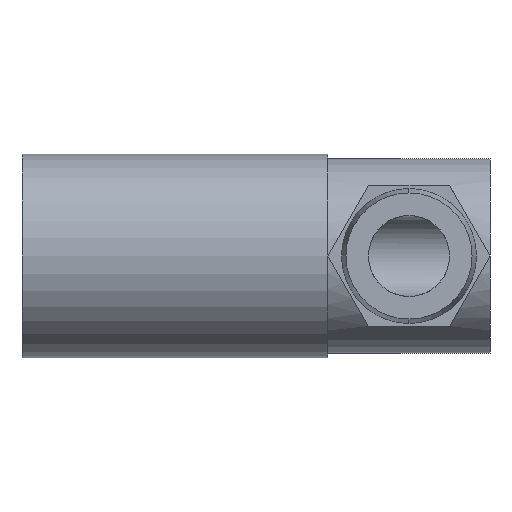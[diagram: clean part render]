
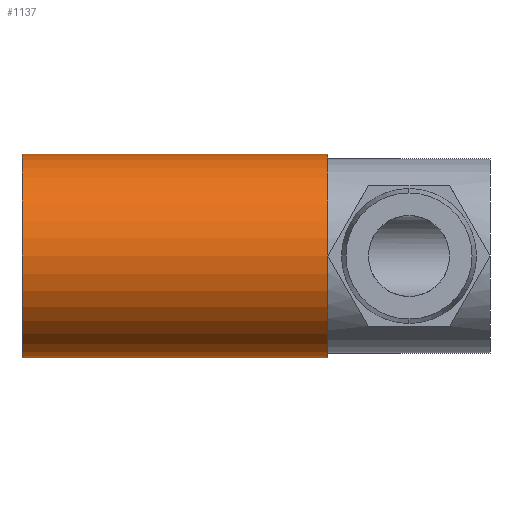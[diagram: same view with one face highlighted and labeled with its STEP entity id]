
A CAD part, front view. The second image highlights one B-rep face of the part: STEP entity #1137.
In plain terms, the highlighted cylindrical face has radius 11.3 mm (diameter 22.6 mm), a partial arc.
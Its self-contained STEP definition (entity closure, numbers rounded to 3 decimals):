
#20 = ORIENTED_EDGE ( 'NONE', *, *, #8648, .T. ) ;
#59 = EDGE_LOOP ( 'NONE', ( #3333, #20, #979, #2757 ) ) ;
#434 = VERTEX_POINT ( 'NONE', #6570 ) ;
#574 = EDGE_CURVE ( 'NONE', #7046, #434, #6551, .T. ) ;
#863 = EDGE_CURVE ( 'NONE', #3200, #7046, #5653, .T. ) ;
#979 = ORIENTED_EDGE ( 'NONE', *, *, #1451, .T. ) ;
#1137 = ADVANCED_FACE ( 'NONE', ( #3978 ), #3183, .T. ) ;
#1451 = EDGE_CURVE ( 'NONE', #5752, #434, #1846, .T. ) ;
#1600 = AXIS2_PLACEMENT_3D ( 'NONE', #3944, #1770, #6599 ) ;
#1770 = DIRECTION ( 'NONE',  ( -1., 0., 0. ) ) ;
#1804 = DIRECTION ( 'NONE',  ( 0., 0., 1. ) ) ;
#1846 = LINE ( 'NONE', #2510, #6266 ) ;
#2202 = CARTESIAN_POINT ( 'NONE',  ( 0., 0., -11.3 ) ) ;
#2333 = DIRECTION ( 'NONE',  ( -1., 0., 0. ) ) ;
#2467 = CARTESIAN_POINT ( 'NONE',  ( 0., 0., 0. ) ) ;
#2510 = CARTESIAN_POINT ( 'NONE',  ( 0., 0., 11.3 ) ) ;
#2512 = DIRECTION ( 'NONE',  ( 0., 0., 1. ) ) ;
#2757 = ORIENTED_EDGE ( 'NONE', *, *, #574, .F. ) ;
#3183 = CYLINDRICAL_SURFACE ( 'NONE', #3728, 11.3 ) ;
#3200 = VERTEX_POINT ( 'NONE', #7386 ) ;
#3333 = ORIENTED_EDGE ( 'NONE', *, *, #863, .F. ) ;
#3728 = AXIS2_PLACEMENT_3D ( 'NONE', #2467, #4594, #2512 ) ;
#3944 = CARTESIAN_POINT ( 'NONE',  ( 0., 0., 0. ) ) ;
#3978 = FACE_OUTER_BOUND ( 'NONE', #59, .T. ) ;
#4068 = CARTESIAN_POINT ( 'NONE',  ( 34., 0., 11.3 ) ) ;
#4594 = DIRECTION ( 'NONE',  ( -1., 0., 0. ) ) ;
#4871 = AXIS2_PLACEMENT_3D ( 'NONE', #5168, #7851, #1804 ) ;
#5168 = CARTESIAN_POINT ( 'NONE',  ( 34., 0., 0. ) ) ;
#5349 = DIRECTION ( 'NONE',  ( -1., 0., 0. ) ) ;
#5653 = LINE ( 'NONE', #2202, #8103 ) ;
#5752 = VERTEX_POINT ( 'NONE', #4068 ) ;
#6266 = VECTOR ( 'NONE', #5349, 1000. ) ;
#6551 = CIRCLE ( 'NONE', #1600, 11.3 ) ;
#6570 = CARTESIAN_POINT ( 'NONE',  ( 0., 0., 11.3 ) ) ;
#6599 = DIRECTION ( 'NONE',  ( 0., 0., 1. ) ) ;
#7046 = VERTEX_POINT ( 'NONE', #7975 ) ;
#7386 = CARTESIAN_POINT ( 'NONE',  ( 34., 0., -11.3 ) ) ;
#7851 = DIRECTION ( 'NONE',  ( -1., 0., 0. ) ) ;
#7975 = CARTESIAN_POINT ( 'NONE',  ( 0., 0., -11.3 ) ) ;
#8103 = VECTOR ( 'NONE', #2333, 1000. ) ;
#8648 = EDGE_CURVE ( 'NONE', #3200, #5752, #8679, .T. ) ;
#8679 = CIRCLE ( 'NONE', #4871, 11.3 ) ;
